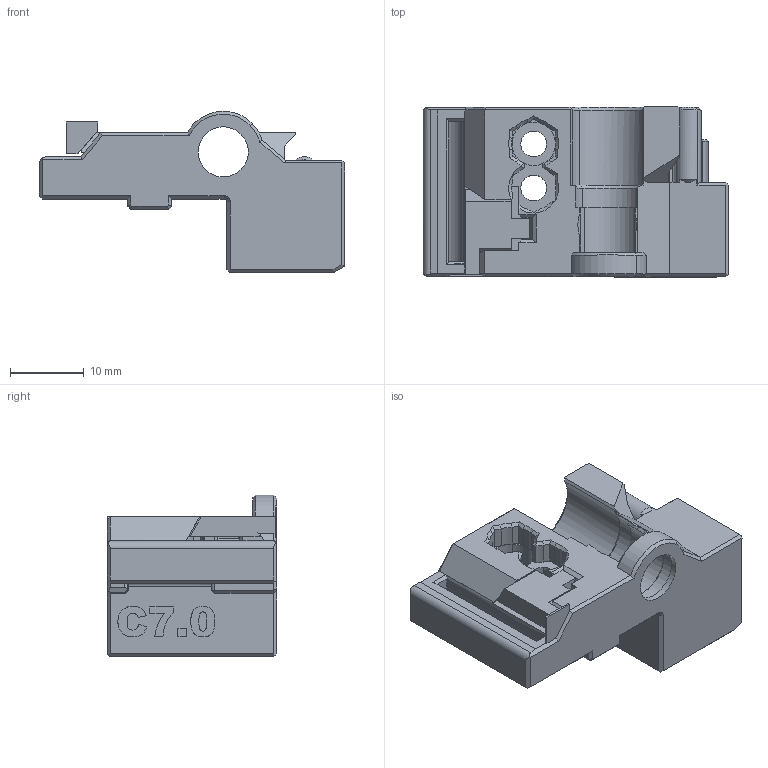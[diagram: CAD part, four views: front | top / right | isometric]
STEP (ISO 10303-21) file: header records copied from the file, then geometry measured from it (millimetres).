
FILE_DESCRIPTION (( 'STEP AP214' ), '1' );
FILE_NAME ('Base_Sensored.STEP', '2024-04-15T15:56:33', ( '' ), ( '' ), 'SwSTEP 2.0', 'SolidWorks 2021', '' );
FILE_SCHEMA (( 'AUTOMOTIVE_DESIGN' ));
Length unit declared in the file: inch
Products named in the file (1): Base_Sensored
Bounding box: 41.5 x 23.05 x 21.92 mm (x, y, z)
Volume: 7791.9 mm3; surface area: 4971.7 mm2
Topology: 2 solids, 3 shells, 363 faces, 958 edges, 609 vertices
Faces by surface type: plane 198, cylinder 59, bspline 58, cone 48
Entity records: 13169 total; most frequent: CARTESIAN_POINT 4535, ORIENTED_EDGE 1916, DIRECTION 1563, EDGE_CURVE 958, VECTOR 615, LINE 615, VERTEX_POINT 609, AXIS2_PLACEMENT_3D 474
